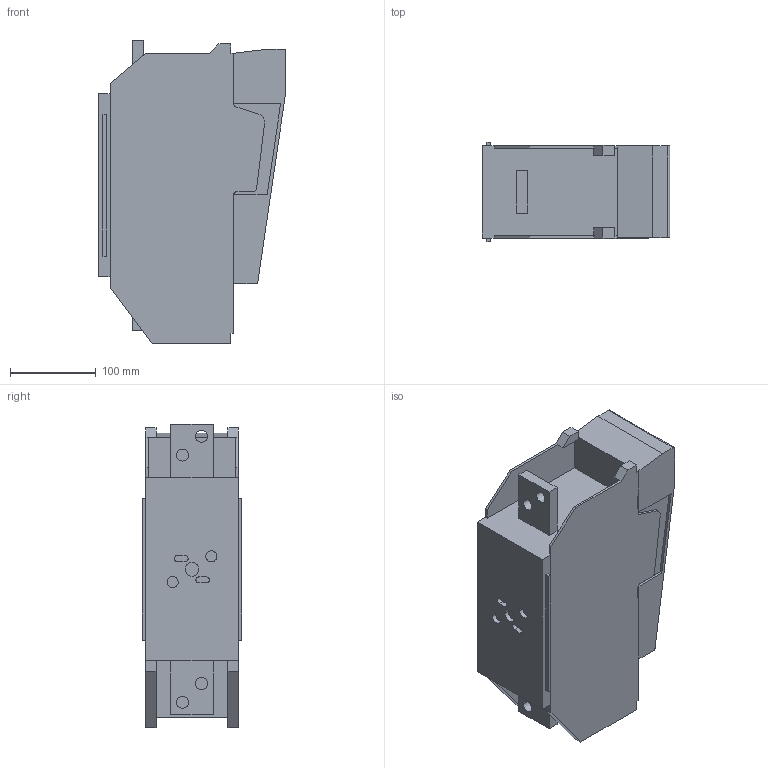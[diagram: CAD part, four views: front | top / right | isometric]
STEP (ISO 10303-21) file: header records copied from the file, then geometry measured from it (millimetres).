
FILE_DESCRIPTION(('CATIA V5 STEP'),'2;1');
FILE_NAME('T4911005_L_NH-Sich-Lasttrenner_LTL4a-1x_9_1600.stp','2014-05-21T14:40:14+00:00',('none'),('Jean Müller GmbH'),'CATIA Version 5 Release 19 SP 9 (IN-10)','CATIA V5 STEP AP214','none');
FILE_SCHEMA(('AUTOMOTIVE_DESIGN { 1 0 10303 214 1 1 1 1 }'));
Length unit declared in the file: millimetre
Products named in the file (1): T4911005_L02_NH-Sicherungslasttrenner
Bounding box: 219 x 116 x 354.25 mm (x, y, z)
Volume: 3570828.4 mm3; surface area: 397847.1 mm2
Topology: 1 solids, 1 shells, 158 faces, 408 edges, 268 vertices
Faces by surface type: plane 112, cylinder 46
Entity records: 5007 total; most frequent: ORIENTED_EDGE 816, CARTESIAN_POINT 757, DIRECTION 568, EDGE_CURVE 408, VECTOR 312, LINE 312, VERTEX_POINT 268, EDGE_LOOP 184
